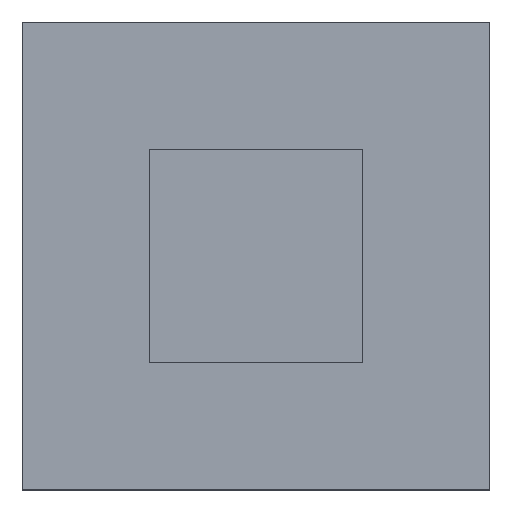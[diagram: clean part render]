
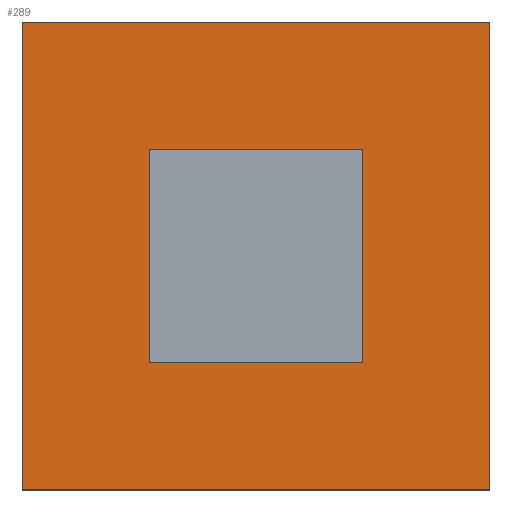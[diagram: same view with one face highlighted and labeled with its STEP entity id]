
A CAD part, top view. The second image highlights one B-rep face of the part: STEP entity #289.
In plain terms, the highlighted planar face has unit normal (0, 0, 1).
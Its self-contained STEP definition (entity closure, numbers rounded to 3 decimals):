
#72=ORIENTED_EDGE('',*,*,#116,.T.);
#73=ORIENTED_EDGE('',*,*,#120,.T.);
#74=ORIENTED_EDGE('',*,*,#123,.T.);
#75=ORIENTED_EDGE('',*,*,#125,.T.);
#76=ORIENTED_EDGE('',*,*,#106,.T.);
#77=ORIENTED_EDGE('',*,*,#110,.T.);
#78=ORIENTED_EDGE('',*,*,#113,.T.);
#79=ORIENTED_EDGE('',*,*,#127,.T.);
#106=EDGE_CURVE('',#139,#138,#166,.T.);
#110=EDGE_CURVE('',#138,#141,#170,.T.);
#113=EDGE_CURVE('',#141,#143,#173,.T.);
#116=EDGE_CURVE('',#147,#146,#176,.T.);
#120=EDGE_CURVE('',#146,#149,#180,.T.);
#123=EDGE_CURVE('',#149,#151,#183,.T.);
#125=EDGE_CURVE('',#151,#147,#185,.T.);
#127=EDGE_CURVE('',#143,#139,#187,.T.);
#138=VERTEX_POINT('',#422);
#139=VERTEX_POINT('',#424);
#141=VERTEX_POINT('',#430);
#143=VERTEX_POINT('',#436);
#146=VERTEX_POINT('',#443);
#147=VERTEX_POINT('',#445);
#149=VERTEX_POINT('',#451);
#151=VERTEX_POINT('',#457);
#166=LINE('',#423,#202);
#170=LINE('',#431,#206);
#173=LINE('',#437,#209);
#176=LINE('',#444,#212);
#180=LINE('',#452,#216);
#183=LINE('',#458,#219);
#185=LINE('',#461,#221);
#187=LINE('',#464,#223);
#202=VECTOR('',#349,1000.);
#206=VECTOR('',#355,1000.);
#209=VECTOR('',#360,1000.);
#212=VECTOR('',#365,1000.);
#216=VECTOR('',#371,1000.);
#219=VECTOR('',#376,1000.);
#221=VECTOR('',#380,1000.);
#223=VECTOR('',#384,1000.);
#237=EDGE_LOOP('',(#72,#73,#74,#75));
#238=EDGE_LOOP('',(#76,#77,#78,#79));
#255=FACE_BOUND('',#237,.T.);
#256=FACE_BOUND('',#238,.T.);
#273=PLANE('',#318);
#289=ADVANCED_FACE('',(#255,#256),#273,.T.);
#318=AXIS2_PLACEMENT_3D('',#465,#385,#386);
#349=DIRECTION('',(0.,1.,0.));
#355=DIRECTION('',(1.,0.,0.));
#360=DIRECTION('',(0.,-1.,0.));
#365=DIRECTION('',(1.,0.,0.));
#371=DIRECTION('',(0.,1.,0.));
#376=DIRECTION('',(-1.,0.,0.));
#380=DIRECTION('',(0.,-1.,0.));
#384=DIRECTION('',(-1.,0.,0.));
#385=DIRECTION('',(0.,0.,1.));
#386=DIRECTION('',(1.,0.,0.));
#422=CARTESIAN_POINT('',(-40.,40.,2.));
#423=CARTESIAN_POINT('',(-40.,-40.,2.));
#424=CARTESIAN_POINT('',(-40.,-40.,2.));
#430=CARTESIAN_POINT('',(40.,40.,2.));
#431=CARTESIAN_POINT('',(-40.,40.,2.));
#436=CARTESIAN_POINT('',(40.,-40.,2.));
#437=CARTESIAN_POINT('',(40.,40.,2.));
#443=CARTESIAN_POINT('',(87.5,-87.5,2.));
#444=CARTESIAN_POINT('',(-87.5,-87.5,2.));
#445=CARTESIAN_POINT('',(-87.5,-87.5,2.));
#451=CARTESIAN_POINT('',(87.5,87.5,2.));
#452=CARTESIAN_POINT('',(87.5,-87.5,2.));
#457=CARTESIAN_POINT('',(-87.5,87.5,2.));
#458=CARTESIAN_POINT('',(87.5,87.5,2.));
#461=CARTESIAN_POINT('',(-87.5,87.5,2.));
#464=CARTESIAN_POINT('',(40.,-40.,2.));
#465=CARTESIAN_POINT('',(0.,0.,2.));
